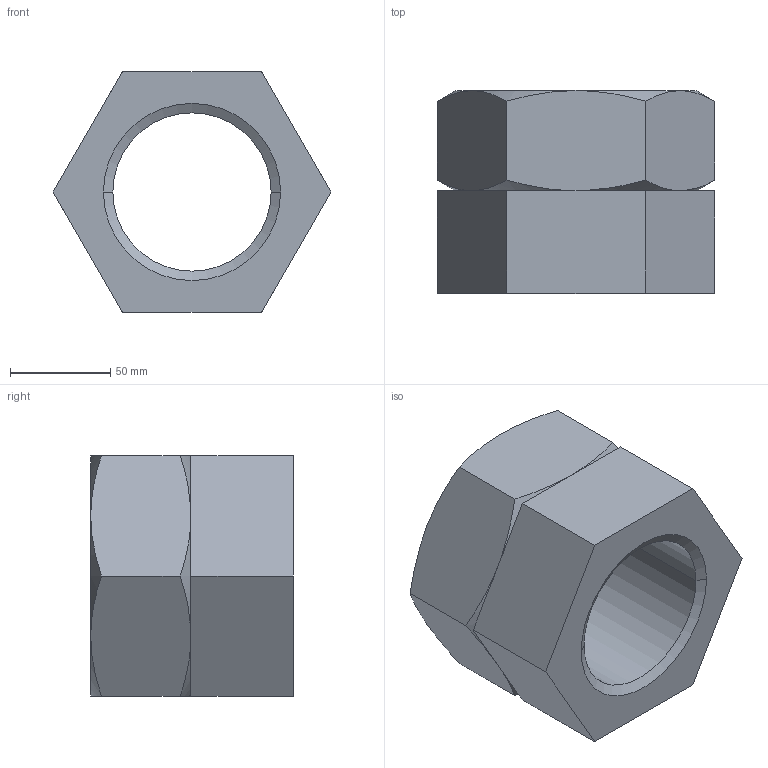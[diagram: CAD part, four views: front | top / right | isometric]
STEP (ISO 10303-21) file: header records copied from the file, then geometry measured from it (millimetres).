
FILE_DESCRIPTION((''),'2;1');
FILE_NAME('0RBSC085_____0','2019-10-29T14:09:04',('kim.bk'),(''),'CREO PARAMETRIC BY PTC INC, 2019010','CREO PARAMETRIC BY PTC INC, 2019010','');
FILE_SCHEMA(('CONFIG_CONTROL_DESIGN'));
Length unit declared in the file: millimetre
Products named in the file (1): 0RBSC085_____0
Bounding box: 138.56 x 101.1 x 120 mm (x, y, z)
Volume: 757361.6 mm3; surface area: 109137.9 mm2
Topology: 2 solids, 2 shells, 355 faces, 986 edges, 654 vertices
Faces by surface type: plane 331, cone 20, cylinder 4
Entity records: 11272 total; most frequent: CARTESIAN_POINT 2139, ORIENTED_EDGE 1972, DIRECTION 1704, EDGE_CURVE 986, VECTOR 930, LINE 930, VERTEX_POINT 654, AXIS2_PLACEMENT_3D 387
